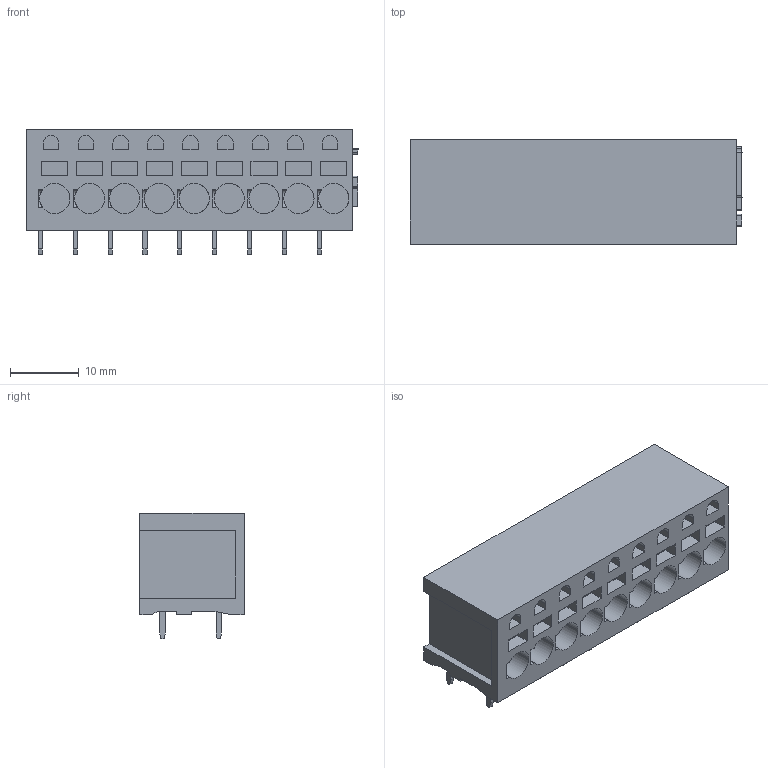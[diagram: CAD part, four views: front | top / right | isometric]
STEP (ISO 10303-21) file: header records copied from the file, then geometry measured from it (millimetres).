
FILE_DESCRIPTION(('CATIA V5 STEP Exchange','CAx-IF Rec.Pracs.--- Model Styling and Organization---1.4--- 2014-01-23'),'2;1');
FILE_NAME ('336525-2_1', '2021-07-14T08:34:23+00:00', ('none'), ('Weidmueller'), 'CATIA Version 5-6 Release 2016 SP3 HF44', 'CATIA V5 STEP AP214', 'none');
FILE_SCHEMA(('AUTOMOTIVE_DESIGN { 1 0 10303 214 1 1 1 1 }'));
Length unit declared in the file: millimetre
Products named in the file (1): 1426390000
Bounding box: 48.37 x 15.2 x 18.3 mm (x, y, z)
Volume: 9343.1 mm3; surface area: 5027.8 mm2
Topology: 19 solids, 19 shells, 369 faces, 903 edges, 602 vertices
Faces by surface type: plane 309, cylinder 60
Entity records: 10594 total; most frequent: CARTESIAN_POINT 1871, ORIENTED_EDGE 1806, DIRECTION 1435, EDGE_CURVE 903, VECTOR 765, LINE 765, VERTEX_POINT 602, EDGE_LOOP 399
